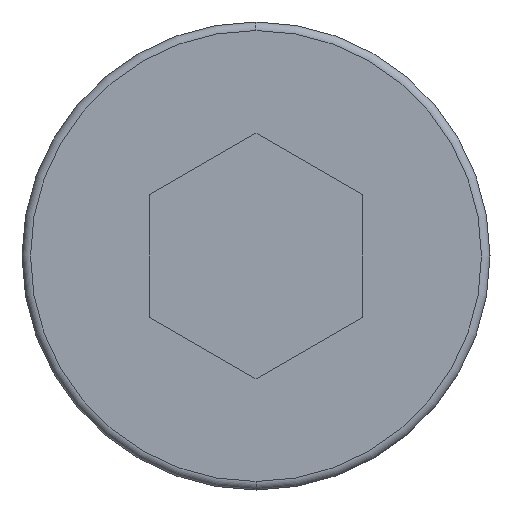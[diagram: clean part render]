
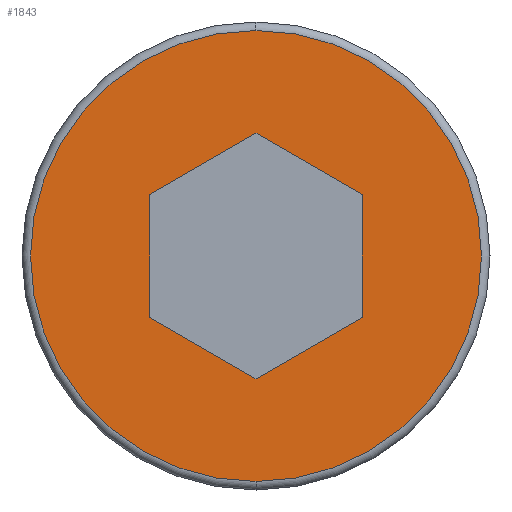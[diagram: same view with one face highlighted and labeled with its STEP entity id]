
A CAD part, left-side view. The second image highlights one B-rep face of the part: STEP entity #1843.
In plain terms, the highlighted planar face has unit normal (-1, 0, 0).
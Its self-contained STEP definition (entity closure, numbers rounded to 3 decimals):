
#1587 = EDGE_CURVE ( 'NONE', #4623, #4622, #4970, .T. ) ;
#1842 = EDGE_CURVE ( 'NONE', #1876, #1875, #5163, .T. ) ;
#1843 = ADVANCED_FACE ( 'NONE', ( #5159, #5158 ), #5157, .T. ) ;
#1844 = VERTEX_POINT ( 'NONE', #5152 ) ;
#1845 = EDGE_LOOP ( 'NONE', ( #1877, #1864, #1851, #1854, #5836, #5841 ) ) ;
#1851 = ORIENTED_EDGE ( 'NONE', *, *, #1852, .F. ) ;
#1852 = EDGE_CURVE ( 'NONE', #1853, #1876, #5189, .T. ) ;
#1853 = VERTEX_POINT ( 'NONE', #5185 ) ;
#1854 = ORIENTED_EDGE ( 'NONE', *, *, #1855, .F. ) ;
#1855 = EDGE_CURVE ( 'NONE', #1856, #1853, #5184, .T. ) ;
#1856 = VERTEX_POINT ( 'NONE', #5180 ) ;
#1864 = ORIENTED_EDGE ( 'NONE', *, *, #1842, .F. ) ;
#1875 = VERTEX_POINT ( 'NONE', #5208 ) ;
#1876 = VERTEX_POINT ( 'NONE', #5207 ) ;
#1877 = ORIENTED_EDGE ( 'NONE', *, *, #5826, .F. ) ;
#1912 = DIRECTION ( 'NONE',  ( 0., 0.866, 0.5 ) ) ;
#1913 = VECTOR ( 'NONE', #1912, 1000. ) ;
#1914 = CARTESIAN_POINT ( 'NONE',  ( -3., -1.25, 0.722 ) ) ;
#1915 = LINE ( 'NONE', #1914, #1913 ) ;
#1951 = DIRECTION ( 'NONE',  ( 0., 0.866, -0.5 ) ) ;
#1952 = VECTOR ( 'NONE', #1951, 1000. ) ;
#1953 = CARTESIAN_POINT ( 'NONE',  ( -3., 0., 1.443 ) ) ;
#1954 = LINE ( 'NONE', #1953, #1952 ) ;
#1965 = CARTESIAN_POINT ( 'NONE',  ( -3., 1.25, 0.722 ) ) ;
#1966 = DIRECTION ( 'NONE',  ( 0., 0., -1. ) ) ;
#1967 = VECTOR ( 'NONE', #1966, 1000. ) ;
#1968 = CARTESIAN_POINT ( 'NONE',  ( -3., 1.25, 0.722 ) ) ;
#1969 = LINE ( 'NONE', #1968, #1967 ) ;
#4621 = EDGE_CURVE ( 'NONE', #4622, #4623, #5426, .T. ) ;
#4622 = VERTEX_POINT ( 'NONE', #5418 ) ;
#4623 = VERTEX_POINT ( 'NONE', #5417 ) ;
#4966 = DIRECTION ( 'NONE',  ( 0., 0., -1. ) ) ;
#4967 = DIRECTION ( 'NONE',  ( 1., 0., 0. ) ) ;
#4968 = CARTESIAN_POINT ( 'NONE',  ( -3., 0., 0. ) ) ;
#4969 = AXIS2_PLACEMENT_3D ( 'NONE', #4968, #4967, #4966 ) ;
#4970 = CIRCLE ( 'NONE', #4969, 2.65 ) ;
#5152 = CARTESIAN_POINT ( 'NONE',  ( -3., 0., 1.443 ) ) ;
#5153 = DIRECTION ( 'NONE',  ( 0., 0., 1. ) ) ;
#5154 = DIRECTION ( 'NONE',  ( -1., 0., 0. ) ) ;
#5155 = CARTESIAN_POINT ( 'NONE',  ( -3., 2.65, 0. ) ) ;
#5156 = AXIS2_PLACEMENT_3D ( 'NONE', #5155, #5154, #5153 ) ;
#5157 = PLANE ( 'NONE',  #5156 ) ;
#5158 = FACE_OUTER_BOUND ( 'NONE', #5840, .T. ) ;
#5159 = FACE_BOUND ( 'NONE', #1845, .T. ) ;
#5160 = DIRECTION ( 'NONE',  ( 0., 0., 1. ) ) ;
#5161 = VECTOR ( 'NONE', #5160, 1000. ) ;
#5162 = CARTESIAN_POINT ( 'NONE',  ( -3., -1.25, -0.722 ) ) ;
#5163 = LINE ( 'NONE', #5162, #5161 ) ;
#5180 = CARTESIAN_POINT ( 'NONE',  ( -3., 1.25, -0.722 ) ) ;
#5181 = DIRECTION ( 'NONE',  ( 0., -0.866, -0.5 ) ) ;
#5182 = VECTOR ( 'NONE', #5181, 1000. ) ;
#5183 = CARTESIAN_POINT ( 'NONE',  ( -3., 1.25, -0.722 ) ) ;
#5184 = LINE ( 'NONE', #5183, #5182 ) ;
#5185 = CARTESIAN_POINT ( 'NONE',  ( -3., 0., -1.443 ) ) ;
#5186 = DIRECTION ( 'NONE',  ( 0., -0.866, 0.5 ) ) ;
#5187 = VECTOR ( 'NONE', #5186, 1000. ) ;
#5188 = CARTESIAN_POINT ( 'NONE',  ( -3., 0., -1.443 ) ) ;
#5189 = LINE ( 'NONE', #5188, #5187 ) ;
#5207 = CARTESIAN_POINT ( 'NONE',  ( -3., -1.25, -0.722 ) ) ;
#5208 = CARTESIAN_POINT ( 'NONE',  ( -3., -1.25, 0.722 ) ) ;
#5417 = CARTESIAN_POINT ( 'NONE',  ( -3., 0., 2.65 ) ) ;
#5418 = CARTESIAN_POINT ( 'NONE',  ( -3., 0., -2.65 ) ) ;
#5419 = DIRECTION ( 'NONE',  ( 0., 0., -1. ) ) ;
#5420 = DIRECTION ( 'NONE',  ( 1., 0., 0. ) ) ;
#5421 = CARTESIAN_POINT ( 'NONE',  ( -3., 0., 0. ) ) ;
#5422 = AXIS2_PLACEMENT_3D ( 'NONE', #5421, #5420, #5419 ) ;
#5426 = CIRCLE ( 'NONE', #5422, 2.65 ) ;
#5821 = ORIENTED_EDGE ( 'NONE', *, *, #4621, .F. ) ;
#5822 = ORIENTED_EDGE ( 'NONE', *, *, #1587, .F. ) ;
#5826 = EDGE_CURVE ( 'NONE', #1875, #1844, #1915, .T. ) ;
#5831 = EDGE_CURVE ( 'NONE', #5832, #1856, #1969, .T. ) ;
#5832 = VERTEX_POINT ( 'NONE', #1965 ) ;
#5836 = ORIENTED_EDGE ( 'NONE', *, *, #5831, .F. ) ;
#5840 = EDGE_LOOP ( 'NONE', ( #5821, #5822 ) ) ;
#5841 = ORIENTED_EDGE ( 'NONE', *, *, #5842, .F. ) ;
#5842 = EDGE_CURVE ( 'NONE', #1844, #5832, #1954, .T. ) ;
